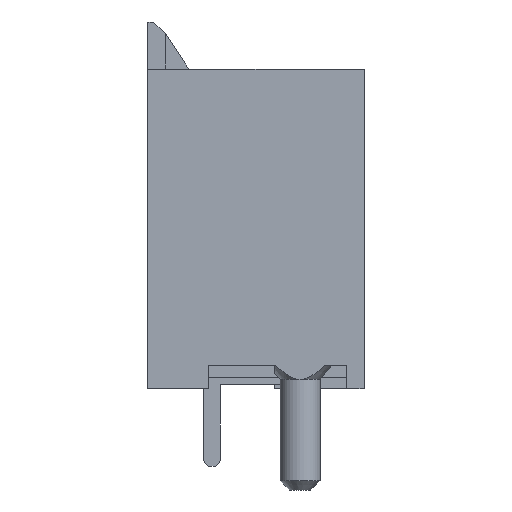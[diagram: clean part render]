
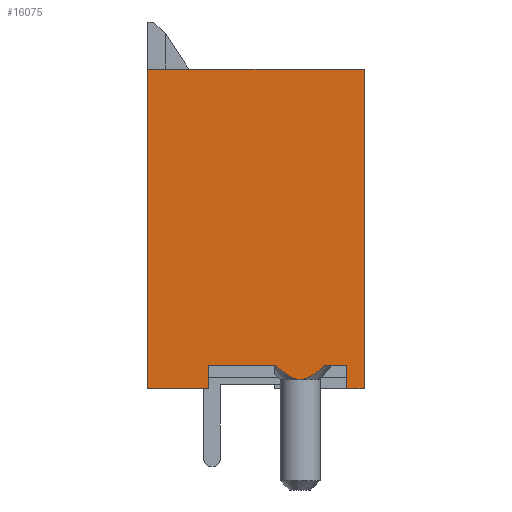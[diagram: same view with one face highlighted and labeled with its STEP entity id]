
A CAD part, left-side view. The second image highlights one B-rep face of the part: STEP entity #16075.
In plain terms, the highlighted planar face has unit normal (-1, 0, 0).
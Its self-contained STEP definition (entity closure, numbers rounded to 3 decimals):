
#26=B_SPLINE_CURVE_WITH_KNOTS('',3,(#22353,#22354,#22355,#22356,#22357,
#22358,#22359,#22360,#22361),.UNSPECIFIED.,.F.,.F.,(4,1,1,1,1,1,4),(0.,
0.25,0.375,0.5,0.625,0.75,1.),.UNSPECIFIED.);
#27=B_SPLINE_CURVE_WITH_KNOTS('',3,(#22363,#22364,#22365,#22366,#22367,
#22368,#22369,#22370,#22371),.UNSPECIFIED.,.F.,.F.,(4,1,1,1,1,1,4),(0.,
0.25,0.375,0.5,0.625,0.75,1.),.UNSPECIFIED.);
#1981=ORIENTED_EDGE('',*,*,#4991,.T.);
#1982=ORIENTED_EDGE('',*,*,#4992,.T.);
#1983=ORIENTED_EDGE('',*,*,#4993,.T.);
#1984=ORIENTED_EDGE('',*,*,#4994,.T.);
#1985=ORIENTED_EDGE('',*,*,#4995,.T.);
#1986=ORIENTED_EDGE('',*,*,#4996,.F.);
#1987=ORIENTED_EDGE('',*,*,#4866,.T.);
#1988=ORIENTED_EDGE('',*,*,#4795,.T.);
#1989=ORIENTED_EDGE('',*,*,#4774,.F.);
#1990=ORIENTED_EDGE('',*,*,#4989,.F.);
#1991=ORIENTED_EDGE('',*,*,#4997,.T.);
#4774=EDGE_CURVE('',#6466,#6467,#7793,.T.);
#4795=EDGE_CURVE('',#6481,#6467,#7810,.T.);
#4866=EDGE_CURVE('',#6527,#6481,#7881,.T.);
#4989=EDGE_CURVE('',#6587,#6466,#8004,.T.);
#4991=EDGE_CURVE('',#6588,#6589,#8006,.T.);
#4992=EDGE_CURVE('',#6589,#6590,#26,.T.);
#4993=EDGE_CURVE('',#6590,#6591,#27,.T.);
#4994=EDGE_CURVE('',#6591,#6592,#8007,.T.);
#4995=EDGE_CURVE('',#6592,#6593,#8008,.T.);
#4996=EDGE_CURVE('',#6527,#6593,#8009,.T.);
#4997=EDGE_CURVE('',#6587,#6588,#8010,.T.);
#6466=VERTEX_POINT('',#21921);
#6467=VERTEX_POINT('',#21923);
#6481=VERTEX_POINT('',#21963);
#6527=VERTEX_POINT('',#22089);
#6587=VERTEX_POINT('',#22346);
#6588=VERTEX_POINT('',#22351);
#6589=VERTEX_POINT('',#22352);
#6590=VERTEX_POINT('',#22362);
#6591=VERTEX_POINT('',#22372);
#6592=VERTEX_POINT('',#22374);
#6593=VERTEX_POINT('',#22376);
#7793=LINE('',#21922,#9237);
#7810=LINE('',#21962,#9254);
#7881=LINE('',#22088,#9325);
#8004=LINE('',#22347,#9448);
#8006=LINE('',#22350,#9450);
#8007=LINE('',#22373,#9451);
#8008=LINE('',#22375,#9452);
#8009=LINE('',#22377,#9453);
#8010=LINE('',#22378,#9454);
#9237=VECTOR('',#18222,1000.);
#9254=VECTOR('',#18257,1000.);
#9325=VECTOR('',#18346,1000.);
#9448=VECTOR('',#18619,1000.);
#9450=VECTOR('',#18623,1000.);
#9451=VECTOR('',#18624,1000.);
#9452=VECTOR('',#18625,1000.);
#9453=VECTOR('',#18626,1000.);
#9454=VECTOR('',#18627,1000.);
#10326=EDGE_LOOP('',(#1981,#1982,#1983,#1984,#1985,#1986,#1987,#1988,#1989,
#1990,#1991));
#10935=FACE_BOUND('',#10326,.T.);
#11524=PLANE('',#16681);
#16075=ADVANCED_FACE('',(#10935),#11524,.F.);
#16681=AXIS2_PLACEMENT_3D('',#22349,#18621,#18622);
#18222=DIRECTION('',(0.,-1.,0.));
#18257=DIRECTION('',(0.,0.,1.));
#18346=DIRECTION('',(0.,-1.,0.));
#18619=DIRECTION('',(0.,0.,1.));
#18621=DIRECTION('',(1.,0.,0.));
#18622=DIRECTION('',(0.,0.,-1.));
#18623=DIRECTION('',(0.,0.,-1.));
#18624=DIRECTION('',(0.,0.,-1.));
#18625=DIRECTION('',(0.,1.,0.));
#18626=DIRECTION('',(0.,0.,1.));
#18627=DIRECTION('',(0.,-1.,0.));
#21921=CARTESIAN_POINT('',(-12.15,13.6,4.6));
#21922=CARTESIAN_POINT('',(-12.15,13.6,4.6));
#21923=CARTESIAN_POINT('',(-12.15,0.,4.6));
#21962=CARTESIAN_POINT('',(-12.15,0.,-4.6));
#21963=CARTESIAN_POINT('',(-12.15,0.,-4.6));
#22088=CARTESIAN_POINT('',(-12.15,13.6,-4.6));
#22089=CARTESIAN_POINT('',(-12.15,13.6,-4.6));
#22346=CARTESIAN_POINT('',(-12.15,13.6,2.));
#22347=CARTESIAN_POINT('',(-12.15,13.6,-4.6));
#22349=CARTESIAN_POINT('',(-12.15,13.6,-4.6));
#22350=CARTESIAN_POINT('',(-12.15,12.6,-0.8));
#22351=CARTESIAN_POINT('',(-12.15,12.6,2.));
#22352=CARTESIAN_POINT('',(-12.15,12.6,-0.826));
#22353=CARTESIAN_POINT('',(-12.15,12.6,-0.826));
#22354=CARTESIAN_POINT('',(-12.15,12.684,-0.916));
#22355=CARTESIAN_POINT('',(-12.15,12.793,-1.04));
#22356=CARTESIAN_POINT('',(-12.15,12.916,-1.197));
#22357=CARTESIAN_POINT('',(-12.15,12.976,-1.277));
#22358=CARTESIAN_POINT('',(-12.15,13.087,-1.457));
#22359=CARTESIAN_POINT('',(-12.15,13.171,-1.648));
#22360=CARTESIAN_POINT('',(-12.15,13.2,-1.788));
#22361=CARTESIAN_POINT('',(-12.15,13.2,-1.875));
#22362=CARTESIAN_POINT('',(-12.15,13.2,-1.875));
#22363=CARTESIAN_POINT('',(-12.15,13.2,-1.875));
#22364=CARTESIAN_POINT('',(-12.15,13.2,-1.96));
#22365=CARTESIAN_POINT('',(-12.15,13.172,-2.098));
#22366=CARTESIAN_POINT('',(-12.15,13.089,-2.288));
#22367=CARTESIAN_POINT('',(-12.15,12.982,-2.464));
#22368=CARTESIAN_POINT('',(-12.15,12.922,-2.546));
#22369=CARTESIAN_POINT('',(-12.15,12.798,-2.705));
#22370=CARTESIAN_POINT('',(-12.15,12.686,-2.831));
#22371=CARTESIAN_POINT('',(-12.15,12.6,-2.924));
#22372=CARTESIAN_POINT('',(-12.15,12.6,-2.924));
#22373=CARTESIAN_POINT('',(-12.15,12.6,-0.8));
#22374=CARTESIAN_POINT('',(-12.15,12.6,-3.85));
#22375=CARTESIAN_POINT('',(-12.15,12.6,-3.85));
#22376=CARTESIAN_POINT('',(-12.15,13.6,-3.85));
#22377=CARTESIAN_POINT('',(-12.15,13.6,-4.6));
#22378=CARTESIAN_POINT('',(-12.15,12.6,2.));
